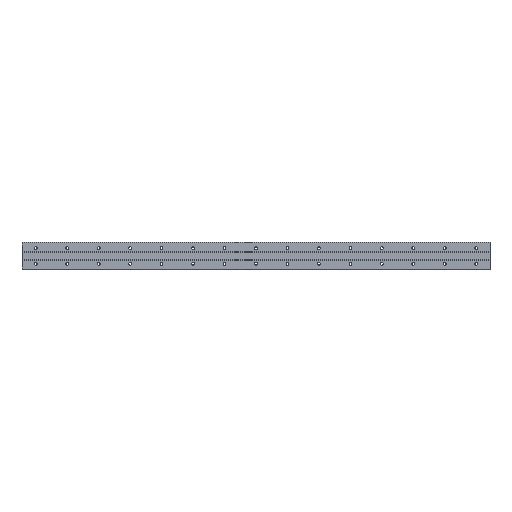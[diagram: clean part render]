
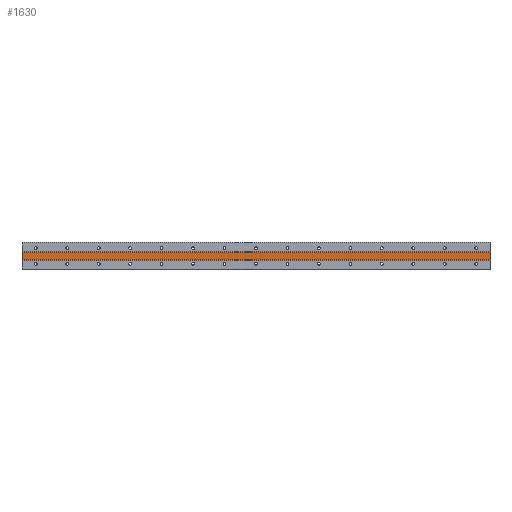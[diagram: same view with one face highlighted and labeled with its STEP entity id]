
A CAD part, front view. The second image highlights one B-rep face of the part: STEP entity #1630.
In plain terms, the highlighted planar face has unit normal (0, -1, 0).
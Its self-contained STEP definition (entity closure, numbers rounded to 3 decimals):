
#104 = LINE ( 'NONE', #1877, #1439 ) ;
#125 = ORIENTED_EDGE ( 'NONE', *, *, #5405, .T. ) ;
#217 = PLANE ( 'NONE',  #4237 ) ;
#227 = EDGE_CURVE ( 'NONE', #5698, #4192, #4901, .T. ) ;
#383 = LINE ( 'NONE', #2545, #5671 ) ;
#705 = VERTEX_POINT ( 'NONE', #2669 ) ;
#845 = VECTOR ( 'NONE', #994, 1000. ) ;
#846 = LINE ( 'NONE', #1604, #5051 ) ;
#994 = DIRECTION ( 'NONE',  ( 0., 0., -1. ) ) ;
#1076 = VERTEX_POINT ( 'NONE', #4368 ) ;
#1151 = ORIENTED_EDGE ( 'NONE', *, *, #227, .T. ) ;
#1439 = VECTOR ( 'NONE', #4956, 1000. ) ;
#1553 = DIRECTION ( 'NONE',  ( 0., 0., 1. ) ) ;
#1604 = CARTESIAN_POINT ( 'NONE',  ( 1155., 1., 34.482 ) ) ;
#1630 = ADVANCED_FACE ( 'NONE', ( #4188 ), #217, .F. ) ;
#1640 = EDGE_CURVE ( 'NONE', #1076, #705, #846, .T. ) ;
#1690 = DIRECTION ( 'NONE',  ( 1., 0., 0. ) ) ;
#1842 = CARTESIAN_POINT ( 'NONE',  ( -35., 1., 10. ) ) ;
#1877 = CARTESIAN_POINT ( 'NONE',  ( 1155., 1., -10. ) ) ;
#2021 = CARTESIAN_POINT ( 'NONE',  ( 1155., 1., 10. ) ) ;
#2545 = CARTESIAN_POINT ( 'NONE',  ( 1155., 1., 10. ) ) ;
#2548 = DIRECTION ( 'NONE',  ( 0., 0., -1. ) ) ;
#2669 = CARTESIAN_POINT ( 'NONE',  ( 1155., 1., -10. ) ) ;
#2982 = ORIENTED_EDGE ( 'NONE', *, *, #1640, .F. ) ;
#3177 = CARTESIAN_POINT ( 'NONE',  ( -35., 1., 34.482 ) ) ;
#3259 = CARTESIAN_POINT ( 'NONE',  ( -35., 1., -10. ) ) ;
#3755 = DIRECTION ( 'NONE',  ( 0., 1., 0. ) ) ;
#3984 = EDGE_CURVE ( 'NONE', #5698, #1076, #383, .T. ) ;
#4078 = ORIENTED_EDGE ( 'NONE', *, *, #3984, .F. ) ;
#4188 = FACE_OUTER_BOUND ( 'NONE', #5369, .T. ) ;
#4192 = VERTEX_POINT ( 'NONE', #3259 ) ;
#4237 = AXIS2_PLACEMENT_3D ( 'NONE', #2021, #3755, #1553 ) ;
#4368 = CARTESIAN_POINT ( 'NONE',  ( 1155., 1., 10. ) ) ;
#4901 = LINE ( 'NONE', #3177, #845 ) ;
#4956 = DIRECTION ( 'NONE',  ( 1., 0., 0. ) ) ;
#5051 = VECTOR ( 'NONE', #2548, 1000. ) ;
#5369 = EDGE_LOOP ( 'NONE', ( #125, #2982, #4078, #1151 ) ) ;
#5405 = EDGE_CURVE ( 'NONE', #4192, #705, #104, .T. ) ;
#5671 = VECTOR ( 'NONE', #1690, 1000. ) ;
#5698 = VERTEX_POINT ( 'NONE', #1842 ) ;
